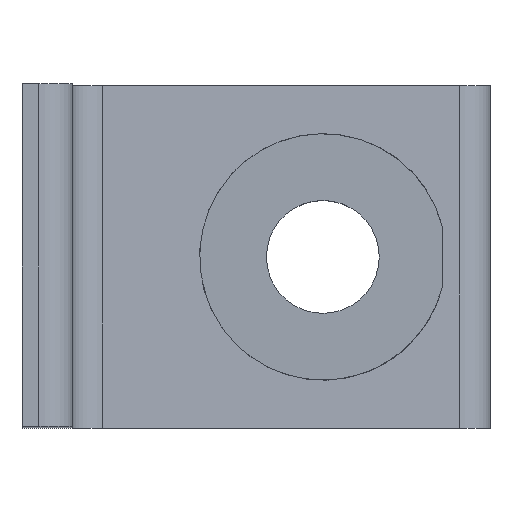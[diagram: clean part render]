
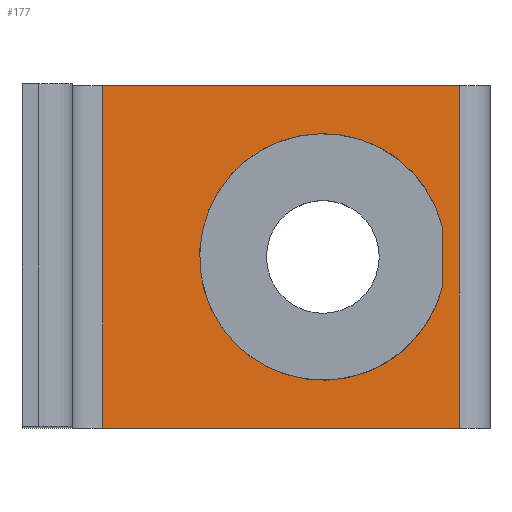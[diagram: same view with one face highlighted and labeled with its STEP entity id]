
A CAD part, top view. The second image highlights one B-rep face of the part: STEP entity #177.
In plain terms, the highlighted planar face has unit normal (0.087, 0, 0.996).
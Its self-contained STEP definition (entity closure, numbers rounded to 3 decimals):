
#177=ADVANCED_FACE('',(#194,#195),#196,.T.);
#194=FACE_BOUND('',#236,.T.);
#195=FACE_OUTER_BOUND('',#237,.T.);
#196=PLANE('',#238);
#236=EDGE_LOOP('',(#278,#279));
#237=EDGE_LOOP('',(#280,#281,#282,#283));
#238=AXIS2_PLACEMENT_3D('',#284,#285,#286);
#278=ORIENTED_EDGE('',*,*,#398,.F.);
#279=ORIENTED_EDGE('',*,*,#399,.F.);
#280=ORIENTED_EDGE('',*,*,#400,.F.);
#281=ORIENTED_EDGE('',*,*,#401,.F.);
#282=ORIENTED_EDGE('',*,*,#402,.T.);
#283=ORIENTED_EDGE('',*,*,#403,.T.);
#284=CARTESIAN_POINT('',(31.0,20.5,8.187));
#285=DIRECTION('',(0.087,0.0,0.996));
#286=DIRECTION('',(-0.996,0.0,0.087));
#398=EDGE_CURVE('',#434,#435,#436,.T.);
#399=EDGE_CURVE('',#435,#434,#437,.T.);
#400=EDGE_CURVE('',#438,#439,#440,.T.);
#401=EDGE_CURVE('',#441,#438,#442,.T.);
#402=EDGE_CURVE('',#441,#443,#444,.T.);
#403=EDGE_CURVE('',#443,#439,#445,.T.);
#434=VERTEX_POINT('',#496);
#435=VERTEX_POINT('',#497);
#436=LINE('',#498,#499);
#437=ELLIPSE('',#500,14.806,14.75);
#438=VERTEX_POINT('',#501);
#439=VERTEX_POINT('',#502);
#440=LINE('',#503,#504);
#441=VERTEX_POINT('',#505);
#442=LINE('',#506,#507);
#443=VERTEX_POINT('',#508);
#444=LINE('',#509,#510);
#445=LINE('',#511,#512);
#496=CARTESIAN_POINT('',(50.285,-3.673,6.5));
#497=CARTESIAN_POINT('',(50.285,3.673,6.5));
#498=CARTESIAN_POINT('',(50.285,20.5,6.5));
#499=VECTOR('',#580,1.0);
#500=AXIS2_PLACEMENT_3D('',#581,#582,#583);
#501=CARTESIAN_POINT('',(52.349,-20.5,6.319));
#502=CARTESIAN_POINT('',(9.651,-20.5,10.055));
#503=CARTESIAN_POINT('',(31.0,-20.5,8.187));
#504=VECTOR('',#584,1.0);
#505=CARTESIAN_POINT('',(52.349,20.5,6.319));
#506=CARTESIAN_POINT('',(52.349,20.5,6.319));
#507=VECTOR('',#585,1.0);
#508=CARTESIAN_POINT('',(9.651,20.5,10.055));
#509=CARTESIAN_POINT('',(31.0,20.5,8.187));
#510=VECTOR('',#586,1.0);
#511=CARTESIAN_POINT('',(9.651,20.5,10.055));
#512=VECTOR('',#587,1.0);
#580=DIRECTION('',(0.0,1.0,0.0));
#581=CARTESIAN_POINT('',(36.0,0.0,7.75));
#582=DIRECTION('',(0.087,0.0,0.996));
#583=DIRECTION('',(-0.996,0.0,0.087));
#584=DIRECTION('',(-0.996,0.0,0.087));
#585=DIRECTION('',(0.0,-1.0,0.0));
#586=DIRECTION('',(-0.996,0.0,0.087));
#587=DIRECTION('',(0.0,-1.0,0.0));
